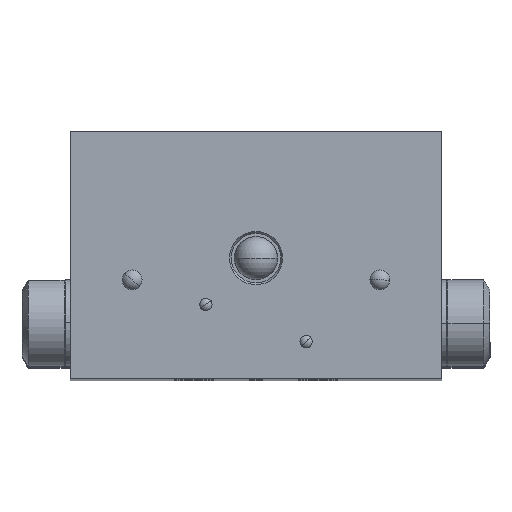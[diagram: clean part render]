
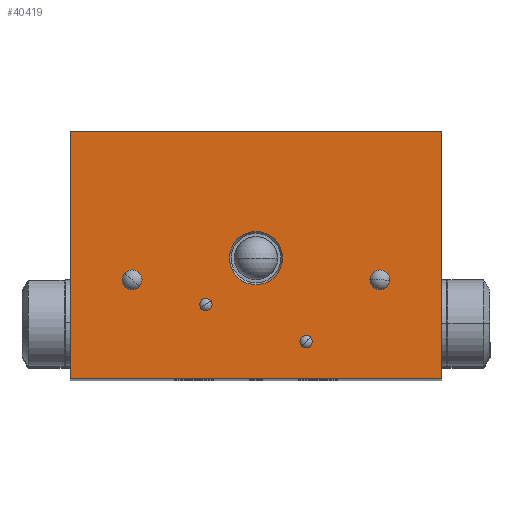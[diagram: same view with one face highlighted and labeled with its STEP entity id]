
A CAD part, top view. The second image highlights one B-rep face of the part: STEP entity #40419.
In plain terms, the highlighted planar face has unit normal (0, 0, 1).
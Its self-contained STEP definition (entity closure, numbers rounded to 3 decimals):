
#726 = VECTOR ( 'NONE', #27375, 1000. ) ;
#972 = DIRECTION ( 'NONE',  ( -1., 0., 0. ) ) ;
#1081 = EDGE_CURVE ( 'NONE', #36167, #25548, #17524, .T. ) ;
#1224 = FACE_BOUND ( 'NONE', #1663, .T. ) ;
#1601 = CARTESIAN_POINT ( 'NONE',  ( -18.4, 16., 90. ) ) ;
#1663 = EDGE_LOOP ( 'NONE', ( #38713, #7455 ) ) ;
#1888 = DIRECTION ( 'NONE',  ( 1., 0., 0. ) ) ;
#2062 = DIRECTION ( 'NONE',  ( 0., 0., -1. ) ) ;
#2201 = CARTESIAN_POINT ( 'NONE',  ( 8.1, 6., 90. ) ) ;
#2545 = CARTESIAN_POINT ( 'NONE',  ( -7.1, 12., 90. ) ) ;
#2756 = VERTEX_POINT ( 'NONE', #17874 ) ;
#2826 = DIRECTION ( 'NONE',  ( 1., 0., 0. ) ) ;
#2949 = CARTESIAN_POINT ( 'NONE',  ( 20., 16., 90. ) ) ;
#3214 = CIRCLE ( 'NONE', #12682, 1.6 ) ;
#3409 = CARTESIAN_POINT ( 'NONE',  ( -30., 40., 90. ) ) ;
#3984 = EDGE_CURVE ( 'NONE', #14618, #15032, #5882, .T. ) ;
#4255 = CIRCLE ( 'NONE', #23929, 1.6 ) ;
#4644 = LINE ( 'NONE', #24211, #726 ) ;
#4758 = EDGE_CURVE ( 'NONE', #15032, #14618, #14030, .T. ) ;
#4807 = LINE ( 'NONE', #17156, #26174 ) ;
#5313 = ORIENTED_EDGE ( 'NONE', *, *, #1081, .F. ) ;
#5665 = VERTEX_POINT ( 'NONE', #1601 ) ;
#5833 = VERTEX_POINT ( 'NONE', #36633 ) ;
#5841 = VERTEX_POINT ( 'NONE', #30050 ) ;
#5882 = CIRCLE ( 'NONE', #41826, 1. ) ;
#5967 = DIRECTION ( 'NONE',  ( 1., 0., 0. ) ) ;
#7428 = LINE ( 'NONE', #3409, #24130 ) ;
#7455 = ORIENTED_EDGE ( 'NONE', *, *, #13605, .F. ) ;
#7995 = DIRECTION ( 'NONE',  ( 1., 0., 0. ) ) ;
#8192 = DIRECTION ( 'NONE',  ( 1., 0., 0. ) ) ;
#8945 = VECTOR ( 'NONE', #1888, 1000. ) ;
#9274 = EDGE_CURVE ( 'NONE', #33768, #25296, #7428, .T. ) ;
#9768 = DIRECTION ( 'NONE',  ( 0., -1., 0. ) ) ;
#10708 = AXIS2_PLACEMENT_3D ( 'NONE', #2201, #41480, #2826 ) ;
#11444 = ORIENTED_EDGE ( 'NONE', *, *, #24598, .T. ) ;
#11574 = DIRECTION ( 'NONE',  ( 0., 0., 1. ) ) ;
#11756 = CARTESIAN_POINT ( 'NONE',  ( -4.289, 19.5, 90. ) ) ;
#11886 = VERTEX_POINT ( 'NONE', #39489 ) ;
#12482 = EDGE_CURVE ( 'NONE', #5833, #5841, #4255, .T. ) ;
#12639 = DIRECTION ( 'NONE',  ( 0., 0., 1. ) ) ;
#12656 = AXIS2_PLACEMENT_3D ( 'NONE', #34997, #25423, #18854 ) ;
#12682 = AXIS2_PLACEMENT_3D ( 'NONE', #39833, #23507, #972 ) ;
#12745 = EDGE_CURVE ( 'NONE', #25296, #30816, #4807, .T. ) ;
#12814 = EDGE_CURVE ( 'NONE', #5665, #2756, #37038, .T. ) ;
#13461 = EDGE_LOOP ( 'NONE', ( #5313, #30241 ) ) ;
#13602 = ORIENTED_EDGE ( 'NONE', *, *, #19224, .F. ) ;
#13605 = EDGE_CURVE ( 'NONE', #33426, #11886, #25542, .T. ) ;
#14030 = CIRCLE ( 'NONE', #12656, 1. ) ;
#14161 = FACE_BOUND ( 'NONE', #29749, .T. ) ;
#14356 = CARTESIAN_POINT ( 'NONE',  ( 8.1, 6., 90. ) ) ;
#14416 = CARTESIAN_POINT ( 'NONE',  ( 30., 40., 90. ) ) ;
#14571 = DIRECTION ( 'NONE',  ( 1., 0., 0. ) ) ;
#14618 = VERTEX_POINT ( 'NONE', #2545 ) ;
#15032 = VERTEX_POINT ( 'NONE', #36828 ) ;
#15033 = CARTESIAN_POINT ( 'NONE',  ( -30., 40., 90. ) ) ;
#15205 = CARTESIAN_POINT ( 'NONE',  ( -20., 16., 90. ) ) ;
#17156 = CARTESIAN_POINT ( 'NONE',  ( -30., 0., 90. ) ) ;
#17524 = CIRCLE ( 'NONE', #10708, 1. ) ;
#17874 = CARTESIAN_POINT ( 'NONE',  ( -21.6, 16., 90. ) ) ;
#18854 = DIRECTION ( 'NONE',  ( 1., 0., 0. ) ) ;
#19224 = EDGE_CURVE ( 'NONE', #33768, #27050, #40320, .T. ) ;
#19931 = FACE_OUTER_BOUND ( 'NONE', #27990, .T. ) ;
#20322 = EDGE_CURVE ( 'NONE', #25548, #36167, #21226, .T. ) ;
#20763 = FACE_BOUND ( 'NONE', #13461, .T. ) ;
#21226 = CIRCLE ( 'NONE', #26655, 1. ) ;
#21296 = ORIENTED_EDGE ( 'NONE', *, *, #4758, .F. ) ;
#22082 = DIRECTION ( 'NONE',  ( -1., 0., 0. ) ) ;
#22309 = CIRCLE ( 'NONE', #28400, 4.289 ) ;
#22355 = CARTESIAN_POINT ( 'NONE',  ( 0., 19.5, 90. ) ) ;
#22966 = AXIS2_PLACEMENT_3D ( 'NONE', #29921, #33728, #23961 ) ;
#23172 = CARTESIAN_POINT ( 'NONE',  ( -30., 0., 90. ) ) ;
#23507 = DIRECTION ( 'NONE',  ( 0., 0., -1. ) ) ;
#23929 = AXIS2_PLACEMENT_3D ( 'NONE', #38005, #28662, #22082 ) ;
#23961 = DIRECTION ( 'NONE',  ( -1., 0., 0. ) ) ;
#24130 = VECTOR ( 'NONE', #9768, 1000. ) ;
#24211 = CARTESIAN_POINT ( 'NONE',  ( 30., 40., 90. ) ) ;
#24598 = EDGE_CURVE ( 'NONE', #5841, #5833, #35662, .T. ) ;
#25003 = DIRECTION ( 'NONE',  ( -1., 0., 0. ) ) ;
#25296 = VERTEX_POINT ( 'NONE', #23172 ) ;
#25423 = DIRECTION ( 'NONE',  ( 0., 0., 1. ) ) ;
#25542 = CIRCLE ( 'NONE', #29615, 4.289 ) ;
#25548 = VERTEX_POINT ( 'NONE', #40645 ) ;
#26155 = EDGE_CURVE ( 'NONE', #27050, #30816, #4644, .T. ) ;
#26174 = VECTOR ( 'NONE', #14571, 1000. ) ;
#26655 = AXIS2_PLACEMENT_3D ( 'NONE', #14356, #11574, #8192 ) ;
#27050 = VERTEX_POINT ( 'NONE', #14416 ) ;
#27375 = DIRECTION ( 'NONE',  ( 0., -1., 0. ) ) ;
#27990 = EDGE_LOOP ( 'NONE', ( #33505, #34685, #13602, #36839 ) ) ;
#28400 = AXIS2_PLACEMENT_3D ( 'NONE', #22355, #38487, #5967 ) ;
#28662 = DIRECTION ( 'NONE',  ( 0., 0., -1. ) ) ;
#28872 = DIRECTION ( 'NONE',  ( 0., 0., -1. ) ) ;
#29615 = AXIS2_PLACEMENT_3D ( 'NONE', #37334, #33730, #7995 ) ;
#29749 = EDGE_LOOP ( 'NONE', ( #30656, #35646 ) ) ;
#29921 = CARTESIAN_POINT ( 'NONE',  ( -30., 40., 90. ) ) ;
#30050 = CARTESIAN_POINT ( 'NONE',  ( 21.6, 16., 90. ) ) ;
#30241 = ORIENTED_EDGE ( 'NONE', *, *, #20322, .F. ) ;
#30256 = AXIS2_PLACEMENT_3D ( 'NONE', #15205, #2062, #25003 ) ;
#30656 = ORIENTED_EDGE ( 'NONE', *, *, #31796, .T. ) ;
#30816 = VERTEX_POINT ( 'NONE', #41066 ) ;
#31796 = EDGE_CURVE ( 'NONE', #2756, #5665, #3214, .T. ) ;
#31922 = CARTESIAN_POINT ( 'NONE',  ( -30., 40., 90. ) ) ;
#33234 = EDGE_CURVE ( 'NONE', #11886, #33426, #22309, .T. ) ;
#33307 = FACE_BOUND ( 'NONE', #33893, .T. ) ;
#33426 = VERTEX_POINT ( 'NONE', #11756 ) ;
#33505 = ORIENTED_EDGE ( 'NONE', *, *, #12745, .T. ) ;
#33728 = DIRECTION ( 'NONE',  ( 0., 0., -1. ) ) ;
#33730 = DIRECTION ( 'NONE',  ( 0., 0., 1. ) ) ;
#33768 = VERTEX_POINT ( 'NONE', #31922 ) ;
#33893 = EDGE_LOOP ( 'NONE', ( #37825, #11444 ) ) ;
#34685 = ORIENTED_EDGE ( 'NONE', *, *, #26155, .F. ) ;
#34956 = AXIS2_PLACEMENT_3D ( 'NONE', #2949, #28872, #35252 ) ;
#34990 = CARTESIAN_POINT ( 'NONE',  ( -8.1, 12., 90. ) ) ;
#34997 = CARTESIAN_POINT ( 'NONE',  ( -8.1, 12., 90. ) ) ;
#35252 = DIRECTION ( 'NONE',  ( -1., 0., 0. ) ) ;
#35646 = ORIENTED_EDGE ( 'NONE', *, *, #12814, .T. ) ;
#35662 = CIRCLE ( 'NONE', #34956, 1.6 ) ;
#36167 = VERTEX_POINT ( 'NONE', #37789 ) ;
#36633 = CARTESIAN_POINT ( 'NONE',  ( 18.4, 16., 90. ) ) ;
#36828 = CARTESIAN_POINT ( 'NONE',  ( -9.1, 12., 90. ) ) ;
#36839 = ORIENTED_EDGE ( 'NONE', *, *, #9274, .T. ) ;
#37038 = CIRCLE ( 'NONE', #30256, 1.6 ) ;
#37334 = CARTESIAN_POINT ( 'NONE',  ( 0., 19.5, 90. ) ) ;
#37789 = CARTESIAN_POINT ( 'NONE',  ( 9.1, 6., 90. ) ) ;
#37825 = ORIENTED_EDGE ( 'NONE', *, *, #12482, .T. ) ;
#38005 = CARTESIAN_POINT ( 'NONE',  ( 20., 16., 90. ) ) ;
#38487 = DIRECTION ( 'NONE',  ( 0., 0., 1. ) ) ;
#38713 = ORIENTED_EDGE ( 'NONE', *, *, #33234, .F. ) ;
#39489 = CARTESIAN_POINT ( 'NONE',  ( 4.289, 19.5, 90. ) ) ;
#39833 = CARTESIAN_POINT ( 'NONE',  ( -20., 16., 90. ) ) ;
#39880 = FACE_BOUND ( 'NONE', #40212, .T. ) ;
#40079 = PLANE ( 'NONE',  #22966 ) ;
#40212 = EDGE_LOOP ( 'NONE', ( #41568, #21296 ) ) ;
#40320 = LINE ( 'NONE', #15033, #8945 ) ;
#40419 = ADVANCED_FACE ( 'NONE', ( #1224, #39880, #20763, #14161, #33307, #19931 ), #40079, .F. ) ;
#40645 = CARTESIAN_POINT ( 'NONE',  ( 7.1, 6., 90. ) ) ;
#41066 = CARTESIAN_POINT ( 'NONE',  ( 30., 0., 90. ) ) ;
#41348 = DIRECTION ( 'NONE',  ( 1., 0., 0. ) ) ;
#41480 = DIRECTION ( 'NONE',  ( 0., 0., 1. ) ) ;
#41568 = ORIENTED_EDGE ( 'NONE', *, *, #3984, .F. ) ;
#41826 = AXIS2_PLACEMENT_3D ( 'NONE', #34990, #12639, #41348 ) ;
